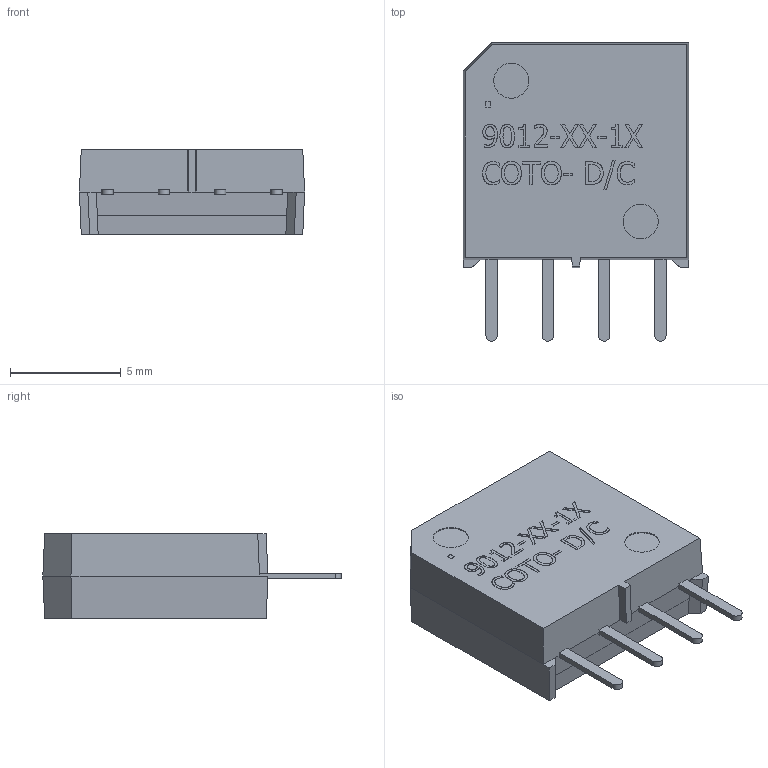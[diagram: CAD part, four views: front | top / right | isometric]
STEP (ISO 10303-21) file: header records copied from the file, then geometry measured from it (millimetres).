
FILE_DESCRIPTION((''),'2;1');
FILE_NAME('9012 (A).stp','2012-09-17T17:34:42',('odafonseca'),(''),'Autodesk Inventor 2011','Autodesk Inventor 2011','');
FILE_SCHEMA(('AUTOMOTIVE_DESIGN { 1 0 10303 214 1 1 1 1 }'));
Length unit declared in the file: inch
Products named in the file (1): 9012 (A)
Bounding box: 10.16 x 13.46 x 3.81 mm (x, y, z)
Volume: 268.7 mm3; surface area: 583.9 mm2
Topology: 1 solids, 2 shells, 300 faces, 795 edges, 527 vertices
Faces by surface type: plane 180, bspline 112, cylinder 8
Full cylindrical faces by diameter (mm): 1.575 x4
Entity records: 10095 total; most frequent: CARTESIAN_POINT 3075, ORIENTED_EDGE 1582, DIRECTION 961, EDGE_CURVE 791, VECTOR 551, LINE 551, VERTEX_POINT 527, EDGE_LOOP 332
